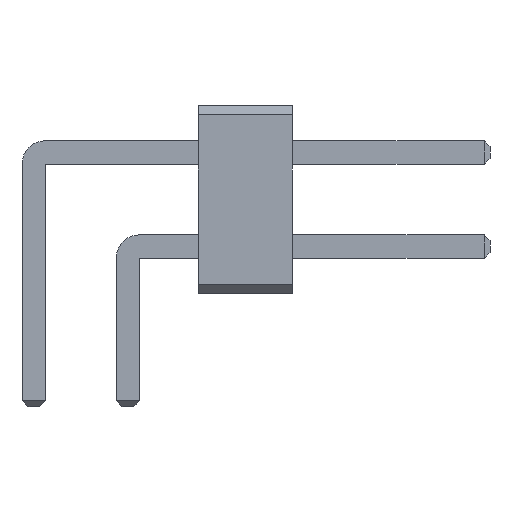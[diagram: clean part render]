
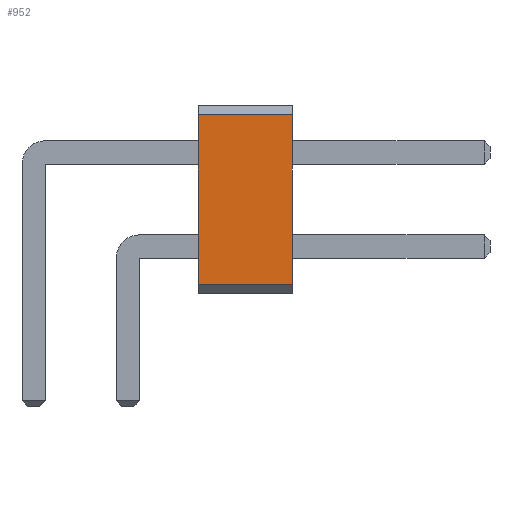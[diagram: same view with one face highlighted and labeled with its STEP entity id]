
A CAD part, front view. The second image highlights one B-rep face of the part: STEP entity #952.
In plain terms, the highlighted planar face has unit normal (0, -1, 0).
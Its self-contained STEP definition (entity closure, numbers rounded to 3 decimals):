
#13=DIRECTION('',(0.,0.,1.));
#27=VECTOR('',#28,1.);
#28=DIRECTION('',(1.,0.,0.));
#57=DIRECTION('',(0.,-1.,0.));
#939=VERTEX_POINT('',#940);
#940=CARTESIAN_POINT('',(5.5,-31.,0.2));
#943=EDGE_CURVE('',#944,#939,#946,.T.);
#944=VERTEX_POINT('',#945);
#945=CARTESIAN_POINT('',(3.5,-31.,0.2));
#946=LINE('',#945,#27);
#952=ADVANCED_FACE('',(#953),#970,.T.);
#953=FACE_BOUND('',#954,.T.);
#954=EDGE_LOOP('',(#955,#956,#962,#967));
#955=ORIENTED_EDGE('',*,*,#943,.T.);
#956=ORIENTED_EDGE('',*,*,#957,.T.);
#957=EDGE_CURVE('',#939,#958,#960,.T.);
#958=VERTEX_POINT('',#959);
#959=CARTESIAN_POINT('',(5.5,-31.,3.8));
#960=LINE('',#940,#961);
#961=VECTOR('',#13,1.);
#962=ORIENTED_EDGE('',*,*,#963,.F.);
#963=EDGE_CURVE('',#964,#958,#966,.T.);
#964=VERTEX_POINT('',#965);
#965=CARTESIAN_POINT('',(3.5,-31.,3.8));
#966=LINE('',#965,#27);
#967=ORIENTED_EDGE('',*,*,#968,.F.);
#968=EDGE_CURVE('',#944,#964,#969,.T.);
#969=LINE('',#945,#961);
#970=PLANE('',#971);
#971=AXIS2_PLACEMENT_3D('',#945,#57,#13);
